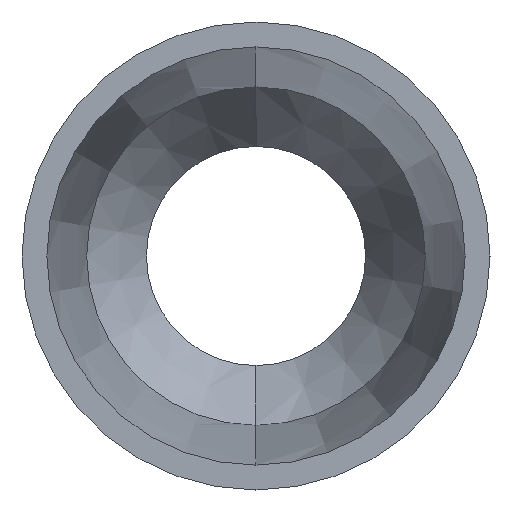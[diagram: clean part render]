
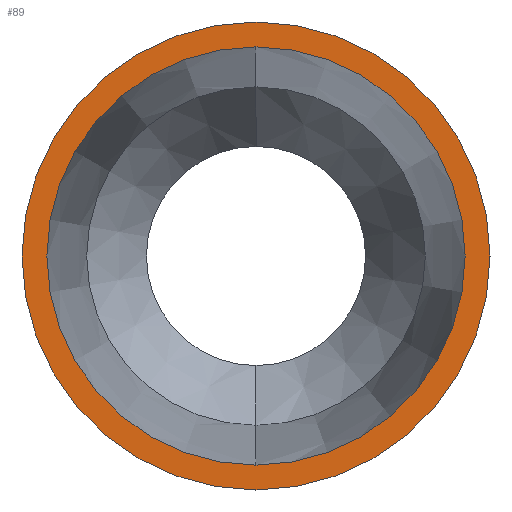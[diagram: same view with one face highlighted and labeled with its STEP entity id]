
A CAD part, left-side view. The second image highlights one B-rep face of the part: STEP entity #89.
In plain terms, the highlighted planar face has unit normal (-1, 0, 0).
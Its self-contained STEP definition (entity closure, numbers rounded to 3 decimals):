
#89 = ADVANCED_FACE ( 'NONE', ( #666, #559 ), #300, .F. ) ;
#93 = DIRECTION ( 'NONE',  ( -1., 0., 0. ) ) ;
#98 = CARTESIAN_POINT ( 'NONE',  ( -4., 0., 2.35 ) ) ;
#111 = CIRCLE ( 'NONE', #510, 2.1 ) ;
#125 = DIRECTION ( 'NONE',  ( 0., 0., 1. ) ) ;
#143 = CIRCLE ( 'NONE', #281, 2.1 ) ;
#159 = VERTEX_POINT ( 'NONE', #628 ) ;
#161 = AXIS2_PLACEMENT_3D ( 'NONE', #247, #242, #453 ) ;
#182 = DIRECTION ( 'NONE',  ( -1., 0., 0. ) ) ;
#235 = CARTESIAN_POINT ( 'NONE',  ( -4., 0., -2.1 ) ) ;
#242 = DIRECTION ( 'NONE',  ( 1., 0., 0. ) ) ;
#246 = CARTESIAN_POINT ( 'NONE',  ( -4., 0., 0. ) ) ;
#247 = CARTESIAN_POINT ( 'NONE',  ( -4., 2.35, 0. ) ) ;
#252 = CARTESIAN_POINT ( 'NONE',  ( -4., 0., 0. ) ) ;
#257 = CIRCLE ( 'NONE', #529, 2.35 ) ;
#278 = CARTESIAN_POINT ( 'NONE',  ( -4., 0., 0. ) ) ;
#281 = AXIS2_PLACEMENT_3D ( 'NONE', #252, #182, #451 ) ;
#284 = ORIENTED_EDGE ( 'NONE', *, *, #287, .F. ) ;
#287 = EDGE_CURVE ( 'NONE', #386, #586, #111, .T. ) ;
#300 = PLANE ( 'NONE',  #161 ) ;
#304 = CIRCLE ( 'NONE', #342, 2.35 ) ;
#311 = EDGE_LOOP ( 'NONE', ( #284, #320 ) ) ;
#320 = ORIENTED_EDGE ( 'NONE', *, *, #483, .F. ) ;
#323 = DIRECTION ( 'NONE',  ( 0., 0., 1. ) ) ;
#342 = AXIS2_PLACEMENT_3D ( 'NONE', #645, #426, #585 ) ;
#358 = EDGE_CURVE ( 'NONE', #395, #159, #304, .T. ) ;
#381 = ORIENTED_EDGE ( 'NONE', *, *, #448, .T. ) ;
#386 = VERTEX_POINT ( 'NONE', #439 ) ;
#395 = VERTEX_POINT ( 'NONE', #98 ) ;
#402 = DIRECTION ( 'NONE',  ( -1., 0., 0. ) ) ;
#426 = DIRECTION ( 'NONE',  ( -1., 0., 0. ) ) ;
#439 = CARTESIAN_POINT ( 'NONE',  ( -4., 0., 2.1 ) ) ;
#440 = ORIENTED_EDGE ( 'NONE', *, *, #358, .T. ) ;
#448 = EDGE_CURVE ( 'NONE', #159, #395, #257, .T. ) ;
#451 = DIRECTION ( 'NONE',  ( 0., 0., 1. ) ) ;
#453 = DIRECTION ( 'NONE',  ( 0., 0., -1. ) ) ;
#481 = EDGE_LOOP ( 'NONE', ( #440, #381 ) ) ;
#483 = EDGE_CURVE ( 'NONE', #586, #386, #143, .T. ) ;
#510 = AXIS2_PLACEMENT_3D ( 'NONE', #278, #93, #323 ) ;
#529 = AXIS2_PLACEMENT_3D ( 'NONE', #246, #402, #125 ) ;
#559 = FACE_OUTER_BOUND ( 'NONE', #481, .T. ) ;
#585 = DIRECTION ( 'NONE',  ( 0., 0., 1. ) ) ;
#586 = VERTEX_POINT ( 'NONE', #235 ) ;
#628 = CARTESIAN_POINT ( 'NONE',  ( -4., 0., -2.35 ) ) ;
#645 = CARTESIAN_POINT ( 'NONE',  ( -4., 0., 0. ) ) ;
#666 = FACE_BOUND ( 'NONE', #311, .T. ) ;
